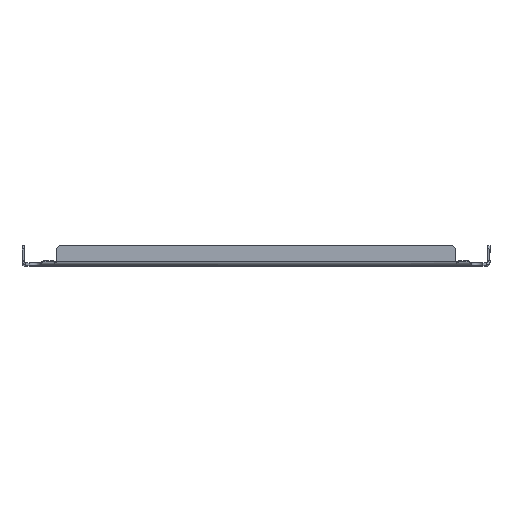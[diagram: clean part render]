
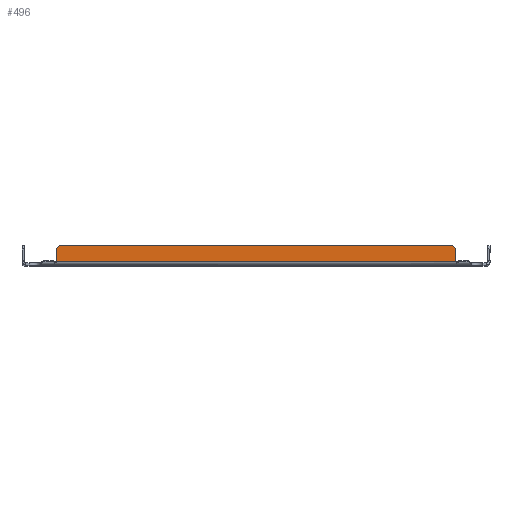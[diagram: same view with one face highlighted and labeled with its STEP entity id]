
A CAD part, top view. The second image highlights one B-rep face of the part: STEP entity #496.
In plain terms, the highlighted planar face has unit normal (0, 0, 1).
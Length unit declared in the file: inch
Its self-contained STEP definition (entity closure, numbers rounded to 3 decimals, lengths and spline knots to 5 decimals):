
#113 = VECTOR ( 'NONE', #5190, 39.37008 ) ;
#147 = CARTESIAN_POINT ( 'NONE',  ( 7.615, 0.75, 14.085 ) ) ;
#161 = DIRECTION ( 'NONE',  ( 0., 1., 0. ) ) ;
#163 = VERTEX_POINT ( 'NONE', #4227 ) ;
#186 = VECTOR ( 'NONE', #3743, 39.37008 ) ;
#242 = CARTESIAN_POINT ( 'NONE',  ( 7.615, 0.75, 14.085 ) ) ;
#289 = LINE ( 'NONE', #2211, #113 ) ;
#329 = LINE ( 'NONE', #2100, #5532 ) ;
#496 = ADVANCED_FACE ( 'NONE', ( #6779 ), #4764, .F. ) ;
#589 = CARTESIAN_POINT ( 'NONE',  ( 7.74, 0.171, 14.085 ) ) ;
#630 = ORIENTED_EDGE ( 'NONE', *, *, #4771, .F. ) ;
#637 = DIRECTION ( 'NONE',  ( 0., 0., -1. ) ) ;
#696 = ORIENTED_EDGE ( 'NONE', *, *, #6800, .F. ) ;
#859 = CARTESIAN_POINT ( 'NONE',  ( 7.74656, 0.143, 14.085 ) ) ;
#984 = VERTEX_POINT ( 'NONE', #589 ) ;
#1080 = EDGE_CURVE ( 'NONE', #5638, #984, #289, .T. ) ;
#1081 = ORIENTED_EDGE ( 'NONE', *, *, #1080, .F. ) ;
#1293 = DIRECTION ( 'NONE',  ( 0., 1., 0. ) ) ;
#1579 = CIRCLE ( 'NONE', #5143, 0.063 ) ;
#1874 = DIRECTION ( 'NONE',  ( 0.707, -0.707, 0. ) ) ;
#1924 = EDGE_CURVE ( 'NONE', #163, #2022, #4917, .T. ) ;
#1950 = VECTOR ( 'NONE', #4922, 39.37008 ) ;
#2022 = VERTEX_POINT ( 'NONE', #5323 ) ;
#2100 = CARTESIAN_POINT ( 'NONE',  ( 8.37525, 0.143, 14.085 ) ) ;
#2150 = ORIENTED_EDGE ( 'NONE', *, *, #6337, .F. ) ;
#2211 = CARTESIAN_POINT ( 'NONE',  ( 7.74, 0.75, 14.085 ) ) ;
#2231 = VERTEX_POINT ( 'NONE', #859 ) ;
#2362 = EDGE_CURVE ( 'NONE', #2231, #984, #1579, .T. ) ;
#2369 = CARTESIAN_POINT ( 'NONE',  ( 7.74, 0.625, 14.085 ) ) ;
#2440 = CARTESIAN_POINT ( 'NONE',  ( -7.74, 0.625, 14.085 ) ) ;
#2560 = LINE ( 'NONE', #5869, #4716 ) ;
#2625 = EDGE_CURVE ( 'NONE', #163, #6548, #2560, .T. ) ;
#2687 = DIRECTION ( 'NONE',  ( 0., 0., -1. ) ) ;
#2990 = AXIS2_PLACEMENT_3D ( 'NONE', #6964, #637, #4013 ) ;
#3057 = VERTEX_POINT ( 'NONE', #147 ) ;
#3743 = DIRECTION ( 'NONE',  ( 1., 0., 0. ) ) ;
#3767 = CARTESIAN_POINT ( 'NONE',  ( -9.664, 0.75, 14.085 ) ) ;
#3807 = DIRECTION ( 'NONE',  ( 0., 1., 0. ) ) ;
#4013 = DIRECTION ( 'NONE',  ( 0., 1., 0. ) ) ;
#4096 = AXIS2_PLACEMENT_3D ( 'NONE', #7060, #7113, #161 ) ;
#4227 = CARTESIAN_POINT ( 'NONE',  ( -7.74, 0.171, 14.085 ) ) ;
#4499 = CARTESIAN_POINT ( 'NONE',  ( -7.74, 0.625, 14.085 ) ) ;
#4716 = VECTOR ( 'NONE', #1293, 39.37008 ) ;
#4764 = PLANE ( 'NONE',  #4096 ) ;
#4771 = EDGE_CURVE ( 'NONE', #6548, #6808, #6561, .T. ) ;
#4847 = VECTOR ( 'NONE', #1874, 39.37008 ) ;
#4917 = CIRCLE ( 'NONE', #2990, 0.063 ) ;
#4922 = DIRECTION ( 'NONE',  ( 0.707, 0.707, 0. ) ) ;
#5143 = AXIS2_PLACEMENT_3D ( 'NONE', #7254, #2687, #3807 ) ;
#5190 = DIRECTION ( 'NONE',  ( 0., -1., 0. ) ) ;
#5323 = CARTESIAN_POINT ( 'NONE',  ( -7.74656, 0.143, 14.085 ) ) ;
#5380 = LINE ( 'NONE', #3767, #186 ) ;
#5397 = LINE ( 'NONE', #242, #4847 ) ;
#5447 = ORIENTED_EDGE ( 'NONE', *, *, #2362, .T. ) ;
#5532 = VECTOR ( 'NONE', #6746, 39.37008 ) ;
#5638 = VERTEX_POINT ( 'NONE', #2369 ) ;
#5851 = ORIENTED_EDGE ( 'NONE', *, *, #2625, .F. ) ;
#5869 = CARTESIAN_POINT ( 'NONE',  ( -7.74, 0.75, 14.085 ) ) ;
#5896 = CARTESIAN_POINT ( 'NONE',  ( -7.615, 0.75, 14.085 ) ) ;
#6282 = ORIENTED_EDGE ( 'NONE', *, *, #7057, .F. ) ;
#6337 = EDGE_CURVE ( 'NONE', #2231, #2022, #329, .T. ) ;
#6548 = VERTEX_POINT ( 'NONE', #4499 ) ;
#6561 = LINE ( 'NONE', #2440, #1950 ) ;
#6632 = EDGE_LOOP ( 'NONE', ( #2150, #5447, #1081, #696, #6282, #630, #5851, #7358 ) ) ;
#6746 = DIRECTION ( 'NONE',  ( -1., 0., 0. ) ) ;
#6779 = FACE_OUTER_BOUND ( 'NONE', #6632, .T. ) ;
#6800 = EDGE_CURVE ( 'NONE', #3057, #5638, #5397, .T. ) ;
#6808 = VERTEX_POINT ( 'NONE', #5896 ) ;
#6964 = CARTESIAN_POINT ( 'NONE',  ( -7.803, 0.171, 14.085 ) ) ;
#7057 = EDGE_CURVE ( 'NONE', #6808, #3057, #5380, .T. ) ;
#7060 = CARTESIAN_POINT ( 'NONE',  ( -9.664, 0.75, 14.085 ) ) ;
#7113 = DIRECTION ( 'NONE',  ( 0., 0., -1. ) ) ;
#7254 = CARTESIAN_POINT ( 'NONE',  ( 7.803, 0.171, 14.085 ) ) ;
#7358 = ORIENTED_EDGE ( 'NONE', *, *, #1924, .T. ) ;
